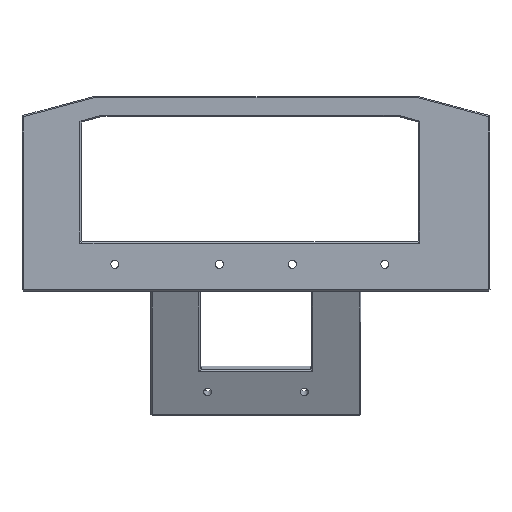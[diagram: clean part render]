
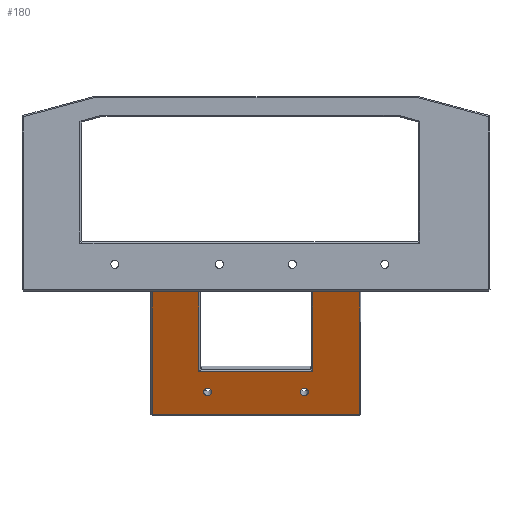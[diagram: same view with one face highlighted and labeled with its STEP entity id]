
A CAD part, left-side view. The second image highlights one B-rep face of the part: STEP entity #180.
In plain terms, the highlighted planar face has unit normal (-0.925, 0, -0.38).
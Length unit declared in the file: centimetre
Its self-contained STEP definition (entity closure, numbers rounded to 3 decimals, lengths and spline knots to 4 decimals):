
#23=FACE_BOUND('',#581,.T.);
#24=FACE_BOUND('',#582,.T.);
#49=TRIMMED_CURVE($,#89,(#4487),(#4488),.T.,.CARTESIAN.);
#51=TRIMMED_CURVE($,#91,(#4495),(#4496),.T.,.CARTESIAN.);
#69=TRIMMED_CURVE($,#109,(#4569),(#4570),.T.,.CARTESIAN.);
#71=TRIMMED_CURVE($,#111,(#4577),(#4578),.T.,.CARTESIAN.);
#89=CIRCLE('',#3012,0.165);
#91=CIRCLE('',#3014,0.165);
#109=CIRCLE('',#3032,0.165);
#111=CIRCLE('',#3034,0.165);
#180=ADVANCED_FACE('',(#374,#23,#24),#2580,.T.);
#374=FACE_OUTER_BOUND('',#580,.T.);
#580=EDGE_LOOP('',(#968,#969,#970,#971,#972,#973,#974,#975));
#581=EDGE_LOOP('',(#976,#977));
#582=EDGE_LOOP('',(#978,#979));
#968=ORIENTED_EDGE('',*,*,#1705,.T.);
#969=ORIENTED_EDGE('',*,*,#1702,.T.);
#970=ORIENTED_EDGE('',*,*,#1699,.F.);
#971=ORIENTED_EDGE('',*,*,#1701,.F.);
#972=ORIENTED_EDGE('',*,*,#1704,.F.);
#973=ORIENTED_EDGE('',*,*,#1700,.F.);
#974=ORIENTED_EDGE('',*,*,#1703,.T.);
#975=ORIENTED_EDGE('',*,*,#1698,.F.);
#976=ORIENTED_EDGE('',*,*,#1922,.T.);
#977=ORIENTED_EDGE('',*,*,#1953,.T.);
#978=ORIENTED_EDGE('',*,*,#1925,.T.);
#979=ORIENTED_EDGE('',*,*,#1956,.T.);
#1698=EDGE_CURVE('',#2480,#2481,#2104,.T.);
#1699=EDGE_CURVE('',#2482,#2483,#2105,.T.);
#1700=EDGE_CURVE('',#2484,#2485,#2106,.T.);
#1701=EDGE_CURVE('',#2486,#2482,#2107,.T.);
#1702=EDGE_CURVE('',#2487,#2483,#2108,.T.);
#1703=EDGE_CURVE('',#2484,#2481,#2109,.T.);
#1704=EDGE_CURVE('',#2485,#2486,#2110,.T.);
#1705=EDGE_CURVE('',#2480,#2487,#2111,.T.);
#1922=EDGE_CURVE('',#2517,#2536,#49,.T.);
#1925=EDGE_CURVE('',#2519,#2538,#51,.T.);
#1953=EDGE_CURVE('',#2536,#2517,#69,.T.);
#1956=EDGE_CURVE('',#2538,#2519,#71,.T.);
#2104=B_SPLINE_CURVE_WITH_KNOTS('',1,(#4022,#4023),.UNSPECIFIED.,.F.,.F.,
(2,2),(0.05,1.95),.UNSPECIFIED.);
#2105=B_SPLINE_CURVE_WITH_KNOTS('',1,(#4024,#4025),.UNSPECIFIED.,.F.,.F.,
(2,2),(0.0335,5.4272),.UNSPECIFIED.);
#2106=B_SPLINE_CURVE_WITH_KNOTS('',1,(#4026,#4027),.UNSPECIFIED.,.F.,.F.,
(2,2),(-0.05,4.5832),.UNSPECIFIED.);
#2107=B_SPLINE_CURVE_WITH_KNOTS('',1,(#4028,#4029),.UNSPECIFIED.,.F.,.F.,
(2,2),(0.05,1.95),.UNSPECIFIED.);
#2108=B_SPLINE_CURVE_WITH_KNOTS('',1,(#4030,#4031),.UNSPECIFIED.,.F.,.F.,
(2,2),(0.05,8.4832),.UNSPECIFIED.);
#2109=B_SPLINE_CURVE_WITH_KNOTS('',1,(#4032,#4033),.UNSPECIFIED.,.F.,.F.,
(2,2),(-0.05,3.4437),.UNSPECIFIED.);
#2110=B_SPLINE_CURVE_WITH_KNOTS('',1,(#4034,#4035),.UNSPECIFIED.,.F.,.F.,
(2,2),(-0.05,3.4437),.UNSPECIFIED.);
#2111=B_SPLINE_CURVE_WITH_KNOTS('',1,(#4036,#4037),.UNSPECIFIED.,.F.,.F.,
(2,2),(0.0335,5.4272),.UNSPECIFIED.);
#2480=VERTEX_POINT('',#3730);
#2481=VERTEX_POINT('',#3731);
#2482=VERTEX_POINT('',#3732);
#2483=VERTEX_POINT('',#3733);
#2484=VERTEX_POINT('',#3734);
#2485=VERTEX_POINT('',#3735);
#2486=VERTEX_POINT('',#3736);
#2487=VERTEX_POINT('',#3737);
#2517=VERTEX_POINT('',#3767);
#2519=VERTEX_POINT('',#3769);
#2536=VERTEX_POINT('',#3786);
#2538=VERTEX_POINT('',#3788);
#2580=PLANE('',#2842);
#2842=AXIS2_PLACEMENT_3D('',#3436,#3079,$);
#3012=AXIS2_PLACEMENT_3D($,#4486,#3265,#3266);
#3014=AXIS2_PLACEMENT_3D($,#4494,#3269,#3270);
#3032=AXIS2_PLACEMENT_3D($,#4568,#3305,#3306);
#3034=AXIS2_PLACEMENT_3D($,#4576,#3309,#3310);
#3079=DIRECTION('',(-0.925,0.,-0.38));
#3265=DIRECTION('',(0.925,0.,0.38));
#3266=DIRECTION('',(0.,1.,0.));
#3269=DIRECTION('',(0.925,0.,0.38));
#3270=DIRECTION('',(0.,-1.,0.));
#3305=DIRECTION('',(0.925,0.,0.38));
#3306=DIRECTION('',(0.,-1.,0.));
#3309=DIRECTION('',(0.925,0.,0.38));
#3310=DIRECTION('',(0.,1.,0.));
#3436=CARTESIAN_POINT('',(-371.8057,423.7672,66.2728));
#3730=CARTESIAN_POINT('',(-371.8057,432.2004,66.2728));
#3731=CARTESIAN_POINT('',(-371.8057,430.3004,66.2728));
#3732=CARTESIAN_POINT('',(-371.8057,423.7672,66.2728));
#3733=CARTESIAN_POINT('',(-369.755,423.7672,61.2841));
#3734=CARTESIAN_POINT('',(-370.4774,430.3004,63.0414));
#3735=CARTESIAN_POINT('',(-370.4774,425.6672,63.0414));
#3736=CARTESIAN_POINT('',(-371.8057,425.6672,66.2728));
#3737=CARTESIAN_POINT('',(-369.755,432.2004,61.2841));
#3767=CARTESIAN_POINT('',(-370.1349,426.182,62.2083));
#3769=CARTESIAN_POINT('',(-370.1349,429.776,62.2083));
#3786=CARTESIAN_POINT('',(-370.1349,425.852,62.2083));
#3788=CARTESIAN_POINT('',(-370.1349,430.106,62.2083));
#4022=CARTESIAN_POINT('',(-371.8057,432.2004,66.2728));
#4023=CARTESIAN_POINT('',(-371.8057,430.3004,66.2728));
#4024=CARTESIAN_POINT('',(-371.8057,423.7672,66.2728));
#4025=CARTESIAN_POINT('',(-369.755,423.7672,61.2841));
#4026=CARTESIAN_POINT('',(-370.4774,430.3004,63.0414));
#4027=CARTESIAN_POINT('',(-370.4774,425.6672,63.0414));
#4028=CARTESIAN_POINT('',(-371.8057,425.6672,66.2728));
#4029=CARTESIAN_POINT('',(-371.8057,423.7672,66.2728));
#4030=CARTESIAN_POINT('',(-369.755,432.2004,61.2841));
#4031=CARTESIAN_POINT('',(-369.755,423.7672,61.2841));
#4032=CARTESIAN_POINT('',(-370.4774,430.3004,63.0414));
#4033=CARTESIAN_POINT('',(-371.8057,430.3004,66.2728));
#4034=CARTESIAN_POINT('',(-370.4774,425.6672,63.0414));
#4035=CARTESIAN_POINT('',(-371.8057,425.6672,66.2728));
#4036=CARTESIAN_POINT('',(-371.8057,432.2004,66.2728));
#4037=CARTESIAN_POINT('',(-369.755,432.2004,61.2841));
#4486=CARTESIAN_POINT('',(-370.1349,426.017,62.2083));
#4487=CARTESIAN_POINT('',(-370.1349,426.182,62.2083));
#4488=CARTESIAN_POINT('',(-370.1349,425.852,62.2083));
#4494=CARTESIAN_POINT('',(-370.1349,429.941,62.2083));
#4495=CARTESIAN_POINT('',(-370.1349,429.776,62.2083));
#4496=CARTESIAN_POINT('',(-370.1349,430.106,62.2083));
#4568=CARTESIAN_POINT('',(-370.1349,426.017,62.2083));
#4569=CARTESIAN_POINT('',(-370.1349,425.852,62.2083));
#4570=CARTESIAN_POINT('',(-370.1349,426.182,62.2083));
#4576=CARTESIAN_POINT('',(-370.1349,429.941,62.2083));
#4577=CARTESIAN_POINT('',(-370.1349,430.106,62.2083));
#4578=CARTESIAN_POINT('',(-370.1349,429.776,62.2083));
